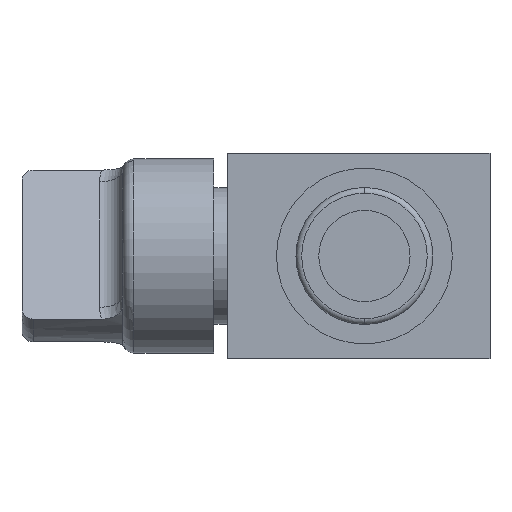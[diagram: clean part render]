
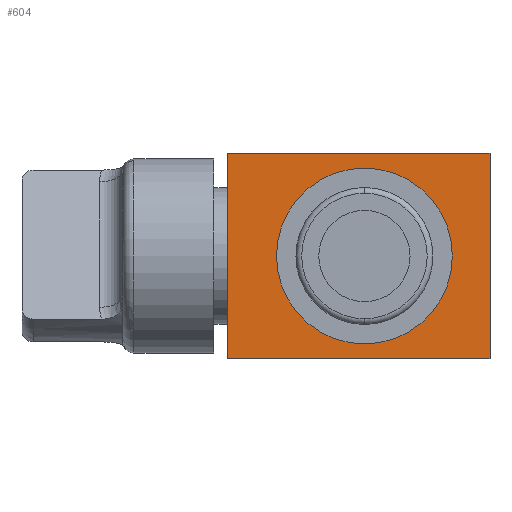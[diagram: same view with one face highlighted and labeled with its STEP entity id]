
A CAD part, left-side view. The second image highlights one B-rep face of the part: STEP entity #604.
In plain terms, the highlighted planar face has unit normal (-1, 0, 0).
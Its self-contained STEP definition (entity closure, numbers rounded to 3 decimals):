
#49 = EDGE_CURVE ( 'NONE', #567, #607, #1075, .T. ) ;
#359 = VERTEX_POINT ( 'NONE', #2025 ) ;
#523 = VERTEX_POINT ( 'NONE', #2444 ) ;
#537 = VERTEX_POINT ( 'NONE', #2497 ) ;
#539 = EDGE_CURVE ( 'NONE', #523, #537, #2513, .T. ) ;
#566 = EDGE_CURVE ( 'NONE', #359, #567, #2649, .T. ) ;
#567 = VERTEX_POINT ( 'NONE', #2755 ) ;
#590 = ORIENTED_EDGE ( 'NONE', *, *, #49, .T. ) ;
#591 = ORIENTED_EDGE ( 'NONE', *, *, #539, .F. ) ;
#594 = EDGE_CURVE ( 'NONE', #359, #608, #2609, .T. ) ;
#604 = ADVANCED_FACE ( 'NONE', ( #2615, #2733 ), #2611, .F. ) ;
#605 = ORIENTED_EDGE ( 'NONE', *, *, #606, .F. ) ;
#606 = EDGE_CURVE ( 'NONE', #608, #607, #2707, .T. ) ;
#607 = VERTEX_POINT ( 'NONE', #2727 ) ;
#608 = VERTEX_POINT ( 'NONE', #2714 ) ;
#651 = EDGE_LOOP ( 'NONE', ( #590, #605, #754, #728 ) ) ;
#668 = EDGE_LOOP ( 'NONE', ( #750, #591 ) ) ;
#728 = ORIENTED_EDGE ( 'NONE', *, *, #566, .T. ) ;
#729 = EDGE_CURVE ( 'NONE', #537, #523, #3037, .T. ) ;
#750 = ORIENTED_EDGE ( 'NONE', *, *, #729, .F. ) ;
#754 = ORIENTED_EDGE ( 'NONE', *, *, #594, .F. ) ;
#1073 = DIRECTION ( 'NONE',  ( 0., -1., 0. ) ) ;
#1074 = VECTOR ( 'NONE', #1073, 1000. ) ;
#1075 = LINE ( 'NONE', #1188, #1074 ) ;
#1188 = CARTESIAN_POINT ( 'NONE',  ( -12., -11., -9. ) ) ;
#2025 = CARTESIAN_POINT ( 'NONE',  ( -12., 12., 9. ) ) ;
#2444 = CARTESIAN_POINT ( 'NONE',  ( -12., 0., 7.7 ) ) ;
#2466 = DIRECTION ( 'NONE',  ( 0., 0., -1. ) ) ;
#2467 = DIRECTION ( 'NONE',  ( -1., 0., 0. ) ) ;
#2468 = CARTESIAN_POINT ( 'NONE',  ( -12., 0., 0. ) ) ;
#2494 = AXIS2_PLACEMENT_3D ( 'NONE', #2468, #2467, #2466 ) ;
#2497 = CARTESIAN_POINT ( 'NONE',  ( -12., 0., -7.7 ) ) ;
#2513 = CIRCLE ( 'NONE', #2494, 7.7 ) ;
#2607 = DIRECTION ( 'NONE',  ( 0., -1., 0. ) ) ;
#2608 = VECTOR ( 'NONE', #2607, 1000. ) ;
#2609 = LINE ( 'NONE', #2616, #2608 ) ;
#2611 = PLANE ( 'NONE',  #2619 ) ;
#2615 = FACE_OUTER_BOUND ( 'NONE', #651, .T. ) ;
#2616 = CARTESIAN_POINT ( 'NONE',  ( -12., -11., 9. ) ) ;
#2619 = AXIS2_PLACEMENT_3D ( 'NONE', #2711, #2710, #2709 ) ;
#2630 = DIRECTION ( 'NONE',  ( 0., 0., -1. ) ) ;
#2649 = LINE ( 'NONE', #2761, #2753 ) ;
#2706 = VECTOR ( 'NONE', #2731, 1000. ) ;
#2707 = LINE ( 'NONE', #2712, #2706 ) ;
#2709 = DIRECTION ( 'NONE',  ( 0., 0., -1. ) ) ;
#2710 = DIRECTION ( 'NONE',  ( 1., 0., 0. ) ) ;
#2711 = CARTESIAN_POINT ( 'NONE',  ( -12., -11., 9. ) ) ;
#2712 = CARTESIAN_POINT ( 'NONE',  ( -12., -11., 9. ) ) ;
#2714 = CARTESIAN_POINT ( 'NONE',  ( -12., -11., 9. ) ) ;
#2727 = CARTESIAN_POINT ( 'NONE',  ( -12., -11., -9. ) ) ;
#2731 = DIRECTION ( 'NONE',  ( 0., 0., -1. ) ) ;
#2733 = FACE_BOUND ( 'NONE', #668, .T. ) ;
#2753 = VECTOR ( 'NONE', #2630, 1000. ) ;
#2755 = CARTESIAN_POINT ( 'NONE',  ( -12., 12., -9. ) ) ;
#2761 = CARTESIAN_POINT ( 'NONE',  ( -12., 12., 9. ) ) ;
#3032 = DIRECTION ( 'NONE',  ( -1., 0., 0. ) ) ;
#3033 = CARTESIAN_POINT ( 'NONE',  ( -12., 0., 0. ) ) ;
#3034 = AXIS2_PLACEMENT_3D ( 'NONE', #3033, #3032, #3050 ) ;
#3037 = CIRCLE ( 'NONE', #3034, 7.7 ) ;
#3050 = DIRECTION ( 'NONE',  ( 0., 0., -1. ) ) ;
